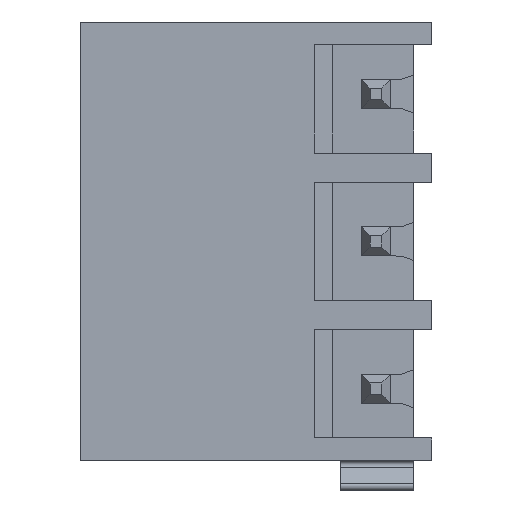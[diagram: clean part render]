
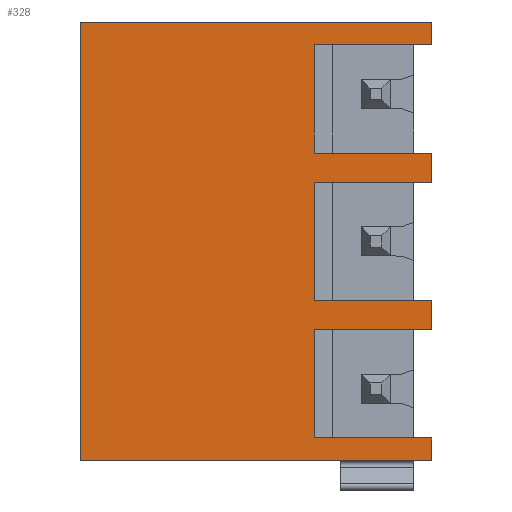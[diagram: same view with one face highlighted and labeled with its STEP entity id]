
A CAD part, front view. The second image highlights one B-rep face of the part: STEP entity #328.
In plain terms, the highlighted planar face has unit normal (0, -1, 0).
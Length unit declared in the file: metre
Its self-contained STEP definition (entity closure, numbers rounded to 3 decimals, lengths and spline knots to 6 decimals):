
#328=ADVANCED_FACE('',(#839),#840,.F.);
#839=FACE_OUTER_BOUND('',#1527,.T.);
#840=PLANE('',#1528);
#1527=EDGE_LOOP('',(#2424,#2425,#2426,#2427,#2428,#2429,#2430,#2431,#2432,#2433,#2434,#2435,#2436,#2437,#2438,#2439));
#1528=AXIS2_PLACEMENT_3D('',#2440,#2441,#2442);
#2424=ORIENTED_EDGE('',*,*,#4365,.F.);
#2425=ORIENTED_EDGE('',*,*,#4366,.F.);
#2426=ORIENTED_EDGE('',*,*,#4367,.T.);
#2427=ORIENTED_EDGE('',*,*,#4259,.T.);
#2428=ORIENTED_EDGE('',*,*,#4368,.F.);
#2429=ORIENTED_EDGE('',*,*,#4369,.T.);
#2430=ORIENTED_EDGE('',*,*,#4370,.T.);
#2431=ORIENTED_EDGE('',*,*,#4248,.F.);
#2432=ORIENTED_EDGE('',*,*,#4371,.F.);
#2433=ORIENTED_EDGE('',*,*,#4372,.F.);
#2434=ORIENTED_EDGE('',*,*,#4373,.T.);
#2435=ORIENTED_EDGE('',*,*,#4236,.T.);
#2436=ORIENTED_EDGE('',*,*,#4374,.F.);
#2437=ORIENTED_EDGE('',*,*,#4375,.T.);
#2438=ORIENTED_EDGE('',*,*,#4376,.T.);
#2439=ORIENTED_EDGE('',*,*,#4241,.T.);
#2440=CARTESIAN_POINT('',(0.354146,0.242997,0.040319));
#2441=DIRECTION('',(0.,1.0,0.));
#2442=DIRECTION('',(0.,0.,-1.0));
#4236=EDGE_CURVE('',#5105,#5102,#5106,.T.);
#4241=EDGE_CURVE('',#5114,#5111,#5115,.T.);
#4248=EDGE_CURVE('',#5125,#5121,#5127,.T.);
#4259=EDGE_CURVE('',#5129,#5146,#5148,.T.);
#4365=EDGE_CURVE('',#5316,#5111,#5317,.T.);
#4366=EDGE_CURVE('',#5318,#5316,#5319,.T.);
#4367=EDGE_CURVE('',#5318,#5129,#5320,.T.);
#4368=EDGE_CURVE('',#5321,#5146,#5322,.T.);
#4369=EDGE_CURVE('',#5321,#5323,#5324,.T.);
#4370=EDGE_CURVE('',#5323,#5121,#5325,.T.);
#4371=EDGE_CURVE('',#5326,#5125,#5327,.T.);
#4372=EDGE_CURVE('',#5328,#5326,#5329,.T.);
#4373=EDGE_CURVE('',#5328,#5105,#5330,.T.);
#4374=EDGE_CURVE('',#5331,#5102,#5332,.T.);
#4375=EDGE_CURVE('',#5331,#5333,#5334,.T.);
#4376=EDGE_CURVE('',#5333,#5114,#5335,.T.);
#5102=VERTEX_POINT('',#6355);
#5105=VERTEX_POINT('',#6359);
#5106=LINE('',#6360,#6361);
#5111=VERTEX_POINT('',#6368);
#5114=VERTEX_POINT('',#6372);
#5115=LINE('',#6373,#6374);
#5121=VERTEX_POINT('',#6382);
#5125=VERTEX_POINT('',#6388);
#5127=LINE('',#6391,#6392);
#5129=VERTEX_POINT('',#6394);
#5146=VERTEX_POINT('',#6416);
#5148=LINE('',#6419,#6420);
#5316=VERTEX_POINT('',#6655);
#5317=LINE('',#6656,#6657);
#5318=VERTEX_POINT('',#6658);
#5319=LINE('',#6659,#6660);
#5320=LINE('',#6661,#6662);
#5321=VERTEX_POINT('',#6663);
#5322=LINE('',#6664,#6665);
#5323=VERTEX_POINT('',#6666);
#5324=LINE('',#6667,#6668);
#5325=LINE('',#6669,#6670);
#5326=VERTEX_POINT('',#6671);
#5327=LINE('',#6672,#6673);
#5328=VERTEX_POINT('',#6674);
#5329=LINE('',#6675,#6676);
#5330=LINE('',#6677,#6678);
#5331=VERTEX_POINT('',#6679);
#5332=LINE('',#6680,#6681);
#5333=VERTEX_POINT('',#6682);
#5334=LINE('',#6683,#6684);
#5335=LINE('',#6685,#6686);
#6355=CARTESIAN_POINT('',(0.362146,0.242997,0.034499));
#6359=CARTESIAN_POINT('',(0.362146,0.242997,0.030459));
#6360=CARTESIAN_POINT('',(0.362146,0.242997,0.035279));
#6361=VECTOR('',#8015,1.0);
#6368=CARTESIAN_POINT('',(0.362146,0.242997,0.039199));
#6372=CARTESIAN_POINT('',(0.362146,0.242997,0.035499));
#6373=CARTESIAN_POINT('',(0.362146,0.242997,0.040319));
#6374=VECTOR('',#8019,1.0);
#6382=CARTESIAN_POINT('',(0.362146,0.242997,0.025759));
#6388=CARTESIAN_POINT('',(0.362146,0.242997,0.029459));
#6391=CARTESIAN_POINT('',(0.362146,0.242997,0.023139));
#6392=VECTOR('',#8025,1.0);
#6394=CARTESIAN_POINT('',(0.354146,0.242997,0.039979));
#6416=CARTESIAN_POINT('',(0.354146,0.242997,0.024979));
#6419=CARTESIAN_POINT('',(0.354146,0.242997,0.035279));
#6420=VECTOR('',#8041,1.0);
#6655=CARTESIAN_POINT('',(0.366146,0.242997,0.039199));
#6656=CARTESIAN_POINT('',(0.363146,0.242997,0.039199));
#6657=VECTOR('',#8151,1.0);
#6658=CARTESIAN_POINT('',(0.366146,0.242997,0.039979));
#6659=CARTESIAN_POINT('',(0.366146,0.242997,0.039739));
#6660=VECTOR('',#8152,1.0);
#6661=CARTESIAN_POINT('',(0.354146,0.242997,0.039979));
#6662=VECTOR('',#8153,1.0);
#6663=CARTESIAN_POINT('',(0.366146,0.242997,0.024979));
#6664=CARTESIAN_POINT('',(0.354146,0.242997,0.024979));
#6665=VECTOR('',#8154,1.0);
#6666=CARTESIAN_POINT('',(0.366146,0.242997,0.025759));
#6667=CARTESIAN_POINT('',(0.366146,0.242997,0.025219));
#6668=VECTOR('',#8155,1.0);
#6669=CARTESIAN_POINT('',(0.363146,0.242997,0.025759));
#6670=VECTOR('',#8156,1.0);
#6671=CARTESIAN_POINT('',(0.366146,0.242997,0.029459));
#6672=CARTESIAN_POINT('',(0.363146,0.242997,0.029459));
#6673=VECTOR('',#8157,1.0);
#6674=CARTESIAN_POINT('',(0.366146,0.242997,0.030459));
#6675=CARTESIAN_POINT('',(0.366146,0.242997,0.029659));
#6676=VECTOR('',#8158,1.0);
#6677=CARTESIAN_POINT('',(0.363146,0.242997,0.030459));
#6678=VECTOR('',#8159,1.0);
#6679=CARTESIAN_POINT('',(0.366146,0.242997,0.034499));
#6680=CARTESIAN_POINT('',(0.363146,0.242997,0.034499));
#6681=VECTOR('',#8160,1.0);
#6682=CARTESIAN_POINT('',(0.366146,0.242997,0.035499));
#6683=CARTESIAN_POINT('',(0.366146,0.242997,0.035299));
#6684=VECTOR('',#8161,1.0);
#6685=CARTESIAN_POINT('',(0.363146,0.242997,0.035499));
#6686=VECTOR('',#8162,1.0);
#8015=DIRECTION('',(0.,0.,1.0));
#8019=DIRECTION('',(0.,0.,1.0));
#8025=DIRECTION('',(0.,0.,-1.0));
#8041=DIRECTION('',(0.,0.,-1.0));
#8151=DIRECTION('',(-1.0,0.,0.));
#8152=DIRECTION('',(0.,0.,-1.0));
#8153=DIRECTION('',(-1.0,0.,0.));
#8154=DIRECTION('',(-1.0,0.,0.));
#8155=DIRECTION('',(0.,0.,1.0));
#8156=DIRECTION('',(-1.0,0.,0.));
#8157=DIRECTION('',(-1.0,0.,0.));
#8158=DIRECTION('',(0.,0.,-1.0));
#8159=DIRECTION('',(-1.0,0.,0.));
#8160=DIRECTION('',(-1.0,0.,0.));
#8161=DIRECTION('',(0.,0.,1.0));
#8162=DIRECTION('',(-1.0,0.,0.));
